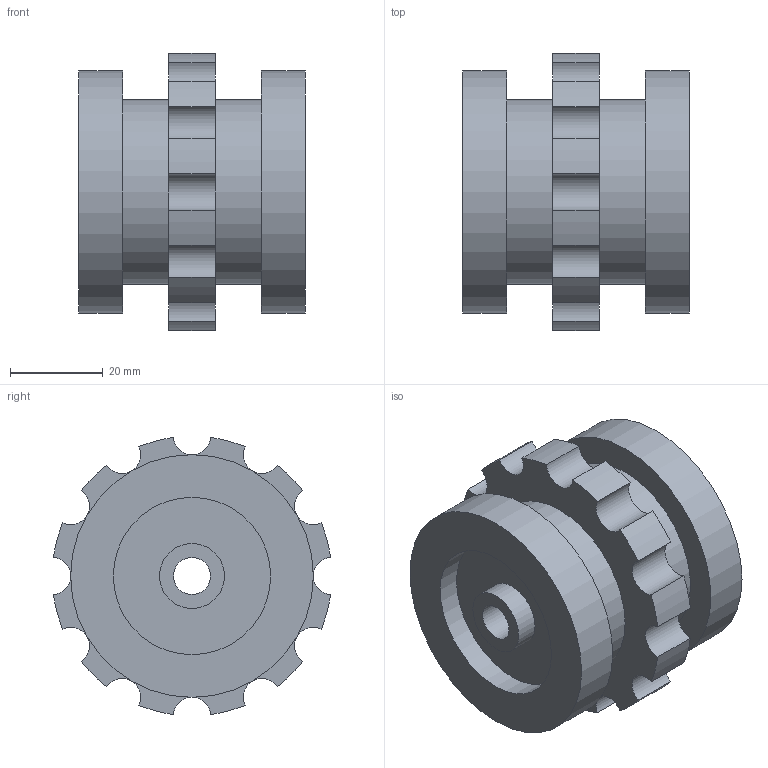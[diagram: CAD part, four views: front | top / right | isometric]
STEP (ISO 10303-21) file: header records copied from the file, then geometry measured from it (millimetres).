
FILE_DESCRIPTION(/* description */ (''),/* implementation_level */ '2;1');
FILE_NAME(/* name */ 'Колесо ведомое.stp',/* time_stamp */ '2023-03-03T19:22:13+03:00',/* author */ ('Виктор'),/* organization */ (''),/* preprocessor_version */ 'ST-DEVELOPER v18.1',/* originating_system */ 'Autodesk Inventor 2021',/* authorisation */ '');
FILE_SCHEMA (('AUTOMOTIVE_DESIGN { 1 0 10303 214 3 1 1 }'));
Length unit declared in the file: millimetre
Products named in the file (1): Колесо ведомое
Bounding box: 49 x 59.87 x 59.87 mm (x, y, z)
Volume: 81857.9 mm3; surface area: 19413.1 mm2
Topology: 1 solids, 1 shells, 43 faces, 99 edges, 66 vertices
Faces by surface type: cylinder 33, plane 10
Full cylindrical faces by diameter (mm): 8 x1, 14 x2, 34 x2, 40 x2, 52.421 x2
Entity records: 1304 total; most frequent: DIRECTION 253, CARTESIAN_POINT 209, ORIENTED_EDGE 198, AXIS2_PLACEMENT_3D 110, EDGE_CURVE 99, CIRCLE 66, VERTEX_POINT 66, EDGE_LOOP 53
